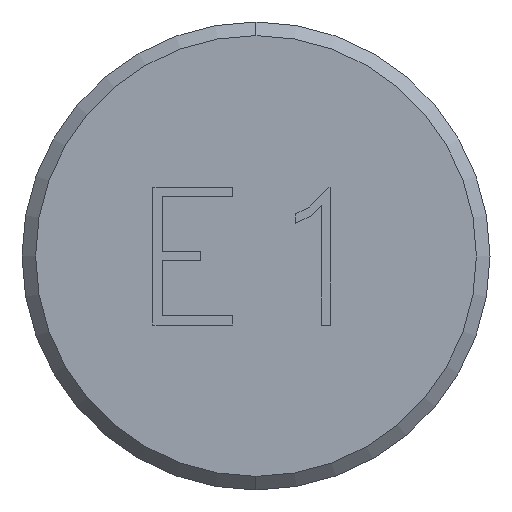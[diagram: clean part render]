
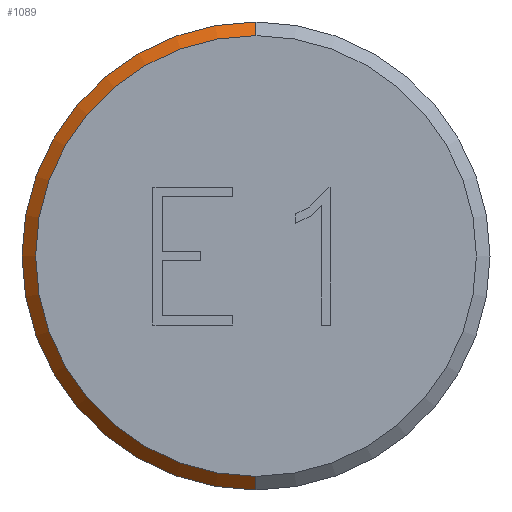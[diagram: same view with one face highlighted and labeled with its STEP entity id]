
A CAD part, left-side view. The second image highlights one B-rep face of the part: STEP entity #1089.
In plain terms, the highlighted conical face has half-angle 45 degrees and reference radius 7.3 mm.
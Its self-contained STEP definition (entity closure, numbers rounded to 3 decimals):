
#58 = EDGE_CURVE ( 'NONE', #3113, #360, #1365, .T. ) ;
#69 = ORIENTED_EDGE ( 'NONE', *, *, #58, .F. ) ;
#111 = DIRECTION ( 'NONE',  ( 0., 0., -1. ) ) ;
#285 = EDGE_CURVE ( 'NONE', #336, #3113, #3305, .T. ) ;
#336 = VERTEX_POINT ( 'NONE', #749 ) ;
#360 = VERTEX_POINT ( 'NONE', #2644 ) ;
#415 = ORIENTED_EDGE ( 'NONE', *, *, #3300, .T. ) ;
#423 = VECTOR ( 'NONE', #2133, 1000. ) ;
#556 = CARTESIAN_POINT ( 'NONE',  ( 0., 0., 6.875 ) ) ;
#601 = DIRECTION ( 'NONE',  ( 1., 0., 0. ) ) ;
#749 = CARTESIAN_POINT ( 'NONE',  ( 0., 0., -6.875 ) ) ;
#1089 = ADVANCED_FACE ( 'NONE', ( #2645 ), #1337, .T. ) ;
#1133 = DIRECTION ( 'NONE',  ( 0., 0., -1. ) ) ;
#1246 = AXIS2_PLACEMENT_3D ( 'NONE', #1659, #601, #1133 ) ;
#1309 = DIRECTION ( 'NONE',  ( 0.707, 0., -0.707 ) ) ;
#1337 = CONICAL_SURFACE ( 'NONE', #2074, 7.3, 0.785 ) ;
#1365 = CIRCLE ( 'NONE', #1246, 7.3 ) ;
#1368 = LINE ( 'NONE', #2395, #423 ) ;
#1518 = CARTESIAN_POINT ( 'NONE',  ( 0.425, 0., -7.3 ) ) ;
#1635 = CARTESIAN_POINT ( 'NONE',  ( 0.425, 0., 0. ) ) ;
#1659 = CARTESIAN_POINT ( 'NONE',  ( 0.425, 0., 0. ) ) ;
#1663 = DIRECTION ( 'NONE',  ( 1., 0., 0. ) ) ;
#1754 = EDGE_LOOP ( 'NONE', ( #3283, #415, #69, #2222 ) ) ;
#1894 = VECTOR ( 'NONE', #1309, 1000. ) ;
#2074 = AXIS2_PLACEMENT_3D ( 'NONE', #1635, #3163, #3285 ) ;
#2128 = AXIS2_PLACEMENT_3D ( 'NONE', #2174, #1663, #111 ) ;
#2133 = DIRECTION ( 'NONE',  ( 0.707, 0., 0.707 ) ) ;
#2174 = CARTESIAN_POINT ( 'NONE',  ( 0., 0., 0. ) ) ;
#2222 = ORIENTED_EDGE ( 'NONE', *, *, #285, .F. ) ;
#2395 = CARTESIAN_POINT ( 'NONE',  ( 0.425, 0., 7.3 ) ) ;
#2444 = VERTEX_POINT ( 'NONE', #556 ) ;
#2644 = CARTESIAN_POINT ( 'NONE',  ( 0.425, 0., 7.3 ) ) ;
#2645 = FACE_OUTER_BOUND ( 'NONE', #1754, .T. ) ;
#3000 = CIRCLE ( 'NONE', #2128, 6.875 ) ;
#3044 = EDGE_CURVE ( 'NONE', #336, #2444, #3000, .T. ) ;
#3059 = CARTESIAN_POINT ( 'NONE',  ( 0.425, 0., -7.3 ) ) ;
#3113 = VERTEX_POINT ( 'NONE', #3059 ) ;
#3163 = DIRECTION ( 'NONE',  ( 1., 0., 0. ) ) ;
#3283 = ORIENTED_EDGE ( 'NONE', *, *, #3044, .T. ) ;
#3285 = DIRECTION ( 'NONE',  ( 0., 0., -1. ) ) ;
#3300 = EDGE_CURVE ( 'NONE', #2444, #360, #1368, .T. ) ;
#3305 = LINE ( 'NONE', #1518, #1894 ) ;
